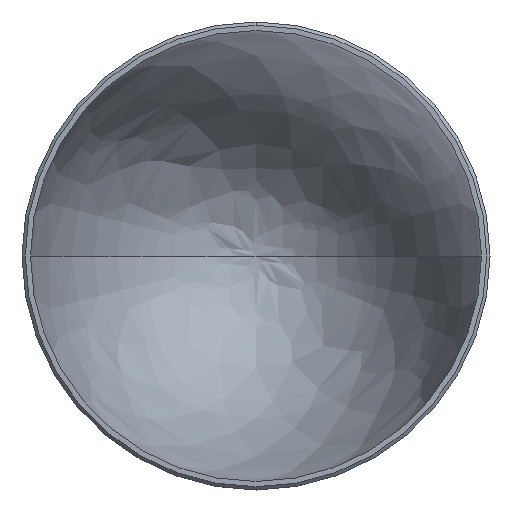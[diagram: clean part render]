
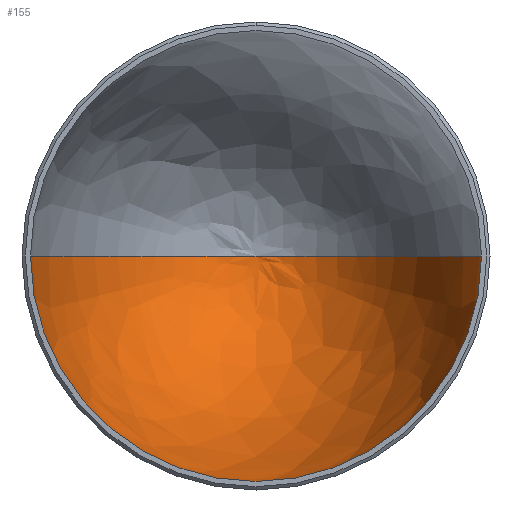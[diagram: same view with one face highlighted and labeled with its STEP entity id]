
A CAD part, front view. The second image highlights one B-rep face of the part: STEP entity #155.
In plain terms, the highlighted free-form (B-spline) face has degree [3, 3] with [4, 4] control points.
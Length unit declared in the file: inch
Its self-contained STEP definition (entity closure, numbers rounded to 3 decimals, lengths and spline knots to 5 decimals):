
#14 = ORIENTED_EDGE ( 'NONE', *, *, #191, .F. ) ;
#16 = DIRECTION ( 'NONE',  ( 0., 0., 1. ) ) ;
#20 = CARTESIAN_POINT ( 'NONE',  ( 0., 0.05287, 0. ) ) ;
#30 = CARTESIAN_POINT ( 'NONE',  ( 3.12265, 0.05287, 0. ) ) ;
#33 = CARTESIAN_POINT ( 'NONE',  ( 0., 6.382, 0. ) ) ;
#53 = VERTEX_POINT ( 'NONE', #276 ) ;
#56 = DIRECTION ( 'NONE',  ( 0., 0., 1. ) ) ;
#68 =( BOUNDED_CURVE ( )  B_SPLINE_CURVE ( 3, ( #101, #398, #175, #367 ),
 .UNSPECIFIED., .F., .T. ) 
 B_SPLINE_CURVE_WITH_KNOTS ( ( 4, 4 ),
 ( 0., 1.56251 ),
 .UNSPECIFIED. ) 
 CURVE ( )  GEOMETRIC_REPRESENTATION_ITEM ( )  RATIONAL_B_SPLINE_CURVE ( ( 1., 0.807, 0.807, 1. ) ) 
 REPRESENTATION_ITEM ( '' )  );
#79 = CARTESIAN_POINT ( 'NONE',  ( 0., 6.382, 0. ) ) ;
#91 = CARTESIAN_POINT ( 'NONE',  ( 0., 0.05287, -3.12265 ) ) ;
#101 = CARTESIAN_POINT ( 'NONE',  ( 0., 6.382, 0. ) ) ;
#112 = ORIENTED_EDGE ( 'NONE', *, *, #416, .F. ) ;
#118 = CARTESIAN_POINT ( 'NONE',  ( 0., 6.382, 0. ) ) ;
#138 = CARTESIAN_POINT ( 'NONE',  ( -3.12265, 0.05287, 0. ) ) ;
#139 = CARTESIAN_POINT ( 'NONE',  ( -3.12265, 0.05287, 0. ) ) ;
#147 = AXIS2_PLACEMENT_3D ( 'NONE', #20, #328, #16 ) ;
#153 = CARTESIAN_POINT ( 'NONE',  ( 0., 6.382, 0. ) ) ;
#154 = CARTESIAN_POINT ( 'NONE',  ( 0., 0.05287, 0. ) ) ;
#155 = ADVANCED_FACE ( 'NONE', ( #285 ), #219, .F. ) ;
#165 = CARTESIAN_POINT ( 'NONE',  ( 3.10759, 3.76672, -6.21519 ) ) ;
#171 = CARTESIAN_POINT ( 'NONE',  ( 3.12265, 0.05287, -6.2453 ) ) ;
#175 = CARTESIAN_POINT ( 'NONE',  ( 3.10759, 3.76672, 0. ) ) ;
#184 = ORIENTED_EDGE ( 'NONE', *, *, #402, .T. ) ;
#191 = EDGE_CURVE ( 'NONE', #53, #304, #410, .T. ) ;
#204 = CARTESIAN_POINT ( 'NONE',  ( -1.81728, 6.382, -3.63455 ) ) ;
#212 = ORIENTED_EDGE ( 'NONE', *, *, #370, .F. ) ;
#218 = VERTEX_POINT ( 'NONE', #118 ) ;
#219 =( BOUNDED_SURFACE ( )  B_SPLINE_SURFACE ( 3, 3, ( 
 ( #419, #380, #79, #153 ),
 ( #421, #256, #204, #333 ),
 ( #263, #165, #239, #337 ),
 ( #30, #171, #308, #139 ) ),
 .UNSPECIFIED., .F., .F., .F. ) 
 B_SPLINE_SURFACE_WITH_KNOTS ( ( 4, 4 ),
 ( 4, 4 ),
 ( 0., 1. ),
 ( 0., 1. ),
 .UNSPECIFIED. ) 
 GEOMETRIC_REPRESENTATION_ITEM ( )  RATIONAL_B_SPLINE_SURFACE ( (
 ( 1., 0.333, 0.333, 1.),
 ( 0.807, 0.269, 0.269, 0.807),
 ( 0.807, 0.269, 0.269, 0.807),
 ( 1., 0.333, 0.333, 1.) ) ) 
 REPRESENTATION_ITEM ( '' )  SURFACE ( )  );
#239 = CARTESIAN_POINT ( 'NONE',  ( -3.10759, 3.76672, -6.21519 ) ) ;
#256 = CARTESIAN_POINT ( 'NONE',  ( 1.81728, 6.382, -3.63455 ) ) ;
#263 = CARTESIAN_POINT ( 'NONE',  ( 3.10759, 3.76672, 0. ) ) ;
#265 = EDGE_LOOP ( 'NONE', ( #112, #184, #212, #14 ) ) ;
#276 = CARTESIAN_POINT ( 'NONE',  ( 3.12265, 0.05287, 0. ) ) ;
#277 = CARTESIAN_POINT ( 'NONE',  ( -3.10759, 3.76672, 0. ) ) ;
#280 = VERTEX_POINT ( 'NONE', #392 ) ;
#285 = FACE_OUTER_BOUND ( 'NONE', #265, .T. ) ;
#304 = VERTEX_POINT ( 'NONE', #91 ) ;
#308 = CARTESIAN_POINT ( 'NONE',  ( -3.12265, 0.05287, -6.2453 ) ) ;
#323 = CIRCLE ( 'NONE', #432, 3.12265 ) ;
#328 = DIRECTION ( 'NONE',  ( 0., 1., 0. ) ) ;
#333 = CARTESIAN_POINT ( 'NONE',  ( -1.81728, 6.382, 0. ) ) ;
#337 = CARTESIAN_POINT ( 'NONE',  ( -3.10759, 3.76672, 0. ) ) ;
#356 = DIRECTION ( 'NONE',  ( 0., 1., 0. ) ) ;
#367 = CARTESIAN_POINT ( 'NONE',  ( 3.12265, 0.05287, 0. ) ) ;
#369 = CARTESIAN_POINT ( 'NONE',  ( -1.81728, 6.382, 0. ) ) ;
#370 = EDGE_CURVE ( 'NONE', #304, #280, #323, .T. ) ;
#380 = CARTESIAN_POINT ( 'NONE',  ( 0., 6.382, 0. ) ) ;
#392 = CARTESIAN_POINT ( 'NONE',  ( -3.12265, 0.05287, 0. ) ) ;
#398 = CARTESIAN_POINT ( 'NONE',  ( 1.81728, 6.382, 0. ) ) ;
#402 = EDGE_CURVE ( 'NONE', #218, #280, #408, .T. ) ;
#408 =( BOUNDED_CURVE ( )  B_SPLINE_CURVE ( 3, ( #33, #369, #277, #138 ),
 .UNSPECIFIED., .F., .T. ) 
 B_SPLINE_CURVE_WITH_KNOTS ( ( 4, 4 ),
 ( 0., 1.56251 ),
 .UNSPECIFIED. ) 
 CURVE ( )  GEOMETRIC_REPRESENTATION_ITEM ( )  RATIONAL_B_SPLINE_CURVE ( ( 1., 0.807, 0.807, 1. ) ) 
 REPRESENTATION_ITEM ( '' )  );
#410 = CIRCLE ( 'NONE', #147, 3.12265 ) ;
#416 = EDGE_CURVE ( 'NONE', #218, #53, #68, .T. ) ;
#419 = CARTESIAN_POINT ( 'NONE',  ( 0., 6.382, 0. ) ) ;
#421 = CARTESIAN_POINT ( 'NONE',  ( 1.81728, 6.382, 0. ) ) ;
#432 = AXIS2_PLACEMENT_3D ( 'NONE', #154, #356, #56 ) ;
